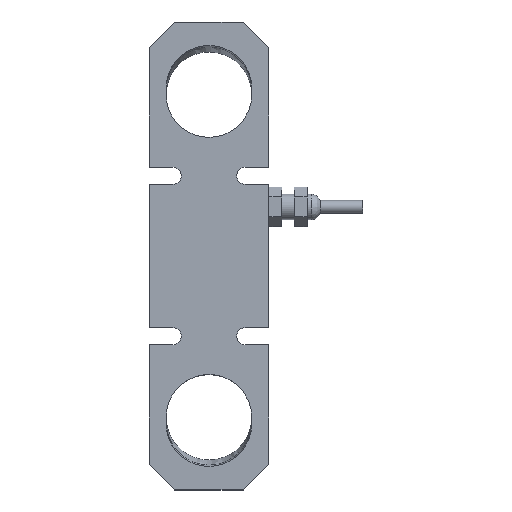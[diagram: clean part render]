
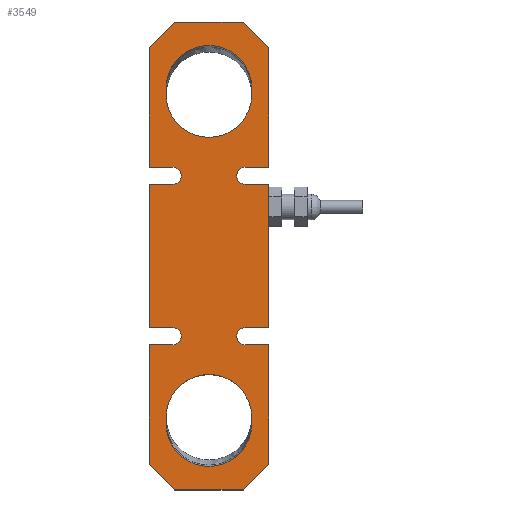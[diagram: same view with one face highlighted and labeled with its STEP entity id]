
A CAD part, top view. The second image highlights one B-rep face of the part: STEP entity #3549.
In plain terms, the highlighted planar face has unit normal (0, 0, 1).
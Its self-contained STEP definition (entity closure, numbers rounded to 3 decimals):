
#294=FACE_BOUND('',#1334,.T.);
#295=FACE_BOUND('',#1335,.T.);
#332=PLANE('',#3806);
#500=LINE('',#12451,#732);
#508=LINE('',#12471,#740);
#536=LINE('',#12539,#768);
#538=LINE('',#12543,#770);
#539=LINE('',#12547,#771);
#540=LINE('',#12549,#772);
#541=LINE('',#12551,#773);
#542=LINE('',#12553,#774);
#543=LINE('',#12555,#775);
#544=LINE('',#12559,#776);
#545=LINE('',#12561,#777);
#546=LINE('',#12563,#778);
#547=LINE('',#12567,#779);
#548=LINE('',#12569,#780);
#549=LINE('',#12571,#781);
#550=LINE('',#12573,#782);
#551=LINE('',#12575,#783);
#552=LINE('',#12577,#784);
#553=LINE('',#12579,#785);
#554=LINE('',#12583,#786);
#555=LINE('',#12585,#787);
#556=LINE('',#12587,#788);
#557=LINE('',#12591,#789);
#558=LINE('',#12592,#790);
#732=VECTOR('',#4381,10.);
#740=VECTOR('',#4401,10.);
#768=VECTOR('',#4453,10.);
#770=VECTOR('',#4457,10.);
#771=VECTOR('',#4460,10.);
#772=VECTOR('',#4461,10.);
#773=VECTOR('',#4462,10.);
#774=VECTOR('',#4463,10.);
#775=VECTOR('',#4464,10.);
#776=VECTOR('',#4467,10.);
#777=VECTOR('',#4468,10.);
#778=VECTOR('',#4469,10.);
#779=VECTOR('',#4472,10.);
#780=VECTOR('',#4473,10.);
#781=VECTOR('',#4474,10.);
#782=VECTOR('',#4475,10.);
#783=VECTOR('',#4476,10.);
#784=VECTOR('',#4477,10.);
#785=VECTOR('',#4478,10.);
#786=VECTOR('',#4481,10.);
#787=VECTOR('',#4482,10.);
#788=VECTOR('',#4483,10.);
#789=VECTOR('',#4486,10.);
#790=VECTOR('',#4487,10.);
#1118=FACE_OUTER_BOUND('',#1333,.T.);
#1333=EDGE_LOOP('',(#3192,#3193,#3194,#3195,#3196,#3197,#3198,#3199,#3200,
#3201,#3202,#3203,#3204,#3205,#3206,#3207,#3208,#3209,#3210,#3211,#3212,
#3213,#3214,#3215));
#1334=EDGE_LOOP('',(#3216,#3217,#3218,#3219));
#1335=EDGE_LOOP('',(#3220,#3221,#3222,#3223));
#1423=CIRCLE('',#3788,10.);
#1425=CIRCLE('',#3794,10.);
#1432=CIRCLE('',#3807,2.);
#1433=CIRCLE('',#3808,2.);
#1434=CIRCLE('',#3809,2.);
#1435=CIRCLE('',#3810,2.);
#1436=CIRCLE('',#3811,10.);
#1437=CIRCLE('',#3812,10.);
#1712=VERTEX_POINT('',#12448);
#1713=VERTEX_POINT('',#12450);
#1714=VERTEX_POINT('',#12454);
#1718=VERTEX_POINT('',#12468);
#1719=VERTEX_POINT('',#12470);
#1720=VERTEX_POINT('',#12474);
#1747=VERTEX_POINT('',#12537);
#1748=VERTEX_POINT('',#12541);
#1749=VERTEX_POINT('',#12545);
#1750=VERTEX_POINT('',#12546);
#1751=VERTEX_POINT('',#12548);
#1752=VERTEX_POINT('',#12550);
#1753=VERTEX_POINT('',#12552);
#1754=VERTEX_POINT('',#12554);
#1755=VERTEX_POINT('',#12556);
#1756=VERTEX_POINT('',#12558);
#1757=VERTEX_POINT('',#12560);
#1758=VERTEX_POINT('',#12562);
#1759=VERTEX_POINT('',#12564);
#1760=VERTEX_POINT('',#12566);
#1761=VERTEX_POINT('',#12568);
#1762=VERTEX_POINT('',#12570);
#1763=VERTEX_POINT('',#12572);
#1764=VERTEX_POINT('',#12574);
#1765=VERTEX_POINT('',#12576);
#1766=VERTEX_POINT('',#12578);
#1767=VERTEX_POINT('',#12580);
#1768=VERTEX_POINT('',#12582);
#1769=VERTEX_POINT('',#12584);
#1770=VERTEX_POINT('',#12586);
#1771=VERTEX_POINT('',#12588);
#1772=VERTEX_POINT('',#12590);
#2204=EDGE_CURVE('',#1713,#1712,#500,.T.);
#2207=EDGE_CURVE('',#1712,#1714,#1423,.T.);
#2214=EDGE_CURVE('',#1719,#1718,#508,.T.);
#2217=EDGE_CURVE('',#1718,#1720,#1425,.T.);
#2249=EDGE_CURVE('',#1720,#1747,#536,.T.);
#2251=EDGE_CURVE('',#1714,#1748,#538,.T.);
#2252=EDGE_CURVE('',#1749,#1750,#539,.T.);
#2253=EDGE_CURVE('',#1749,#1751,#540,.T.);
#2254=EDGE_CURVE('',#1752,#1751,#541,.T.);
#2255=EDGE_CURVE('',#1752,#1753,#542,.T.);
#2256=EDGE_CURVE('',#1753,#1754,#543,.T.);
#2257=EDGE_CURVE('',#1754,#1755,#1432,.T.);
#2258=EDGE_CURVE('',#1755,#1756,#544,.T.);
#2259=EDGE_CURVE('',#1756,#1757,#545,.T.);
#2260=EDGE_CURVE('',#1757,#1758,#546,.T.);
#2261=EDGE_CURVE('',#1758,#1759,#1433,.T.);
#2262=EDGE_CURVE('',#1759,#1760,#547,.T.);
#2263=EDGE_CURVE('',#1760,#1761,#548,.T.);
#2264=EDGE_CURVE('',#1762,#1761,#549,.T.);
#2265=EDGE_CURVE('',#1762,#1763,#550,.T.);
#2266=EDGE_CURVE('',#1764,#1763,#551,.T.);
#2267=EDGE_CURVE('',#1764,#1765,#552,.T.);
#2268=EDGE_CURVE('',#1765,#1766,#553,.T.);
#2269=EDGE_CURVE('',#1766,#1767,#1434,.T.);
#2270=EDGE_CURVE('',#1767,#1768,#554,.T.);
#2271=EDGE_CURVE('',#1768,#1769,#555,.T.);
#2272=EDGE_CURVE('',#1769,#1770,#556,.T.);
#2273=EDGE_CURVE('',#1770,#1771,#1435,.T.);
#2274=EDGE_CURVE('',#1771,#1772,#557,.T.);
#2275=EDGE_CURVE('',#1772,#1750,#558,.T.);
#2276=EDGE_CURVE('',#1747,#1719,#1436,.T.);
#2277=EDGE_CURVE('',#1748,#1713,#1437,.T.);
#3192=ORIENTED_EDGE('',*,*,#2252,.F.);
#3193=ORIENTED_EDGE('',*,*,#2253,.T.);
#3194=ORIENTED_EDGE('',*,*,#2254,.F.);
#3195=ORIENTED_EDGE('',*,*,#2255,.T.);
#3196=ORIENTED_EDGE('',*,*,#2256,.T.);
#3197=ORIENTED_EDGE('',*,*,#2257,.T.);
#3198=ORIENTED_EDGE('',*,*,#2258,.T.);
#3199=ORIENTED_EDGE('',*,*,#2259,.T.);
#3200=ORIENTED_EDGE('',*,*,#2260,.T.);
#3201=ORIENTED_EDGE('',*,*,#2261,.T.);
#3202=ORIENTED_EDGE('',*,*,#2262,.T.);
#3203=ORIENTED_EDGE('',*,*,#2263,.T.);
#3204=ORIENTED_EDGE('',*,*,#2264,.F.);
#3205=ORIENTED_EDGE('',*,*,#2265,.T.);
#3206=ORIENTED_EDGE('',*,*,#2266,.F.);
#3207=ORIENTED_EDGE('',*,*,#2267,.T.);
#3208=ORIENTED_EDGE('',*,*,#2268,.T.);
#3209=ORIENTED_EDGE('',*,*,#2269,.T.);
#3210=ORIENTED_EDGE('',*,*,#2270,.T.);
#3211=ORIENTED_EDGE('',*,*,#2271,.T.);
#3212=ORIENTED_EDGE('',*,*,#2272,.T.);
#3213=ORIENTED_EDGE('',*,*,#2273,.T.);
#3214=ORIENTED_EDGE('',*,*,#2274,.T.);
#3215=ORIENTED_EDGE('',*,*,#2275,.T.);
#3216=ORIENTED_EDGE('',*,*,#2214,.T.);
#3217=ORIENTED_EDGE('',*,*,#2217,.T.);
#3218=ORIENTED_EDGE('',*,*,#2249,.T.);
#3219=ORIENTED_EDGE('',*,*,#2276,.T.);
#3220=ORIENTED_EDGE('',*,*,#2251,.T.);
#3221=ORIENTED_EDGE('',*,*,#2277,.T.);
#3222=ORIENTED_EDGE('',*,*,#2204,.T.);
#3223=ORIENTED_EDGE('',*,*,#2207,.T.);
#3549=ADVANCED_FACE('',(#1118,#294,#295),#332,.T.);
#3788=AXIS2_PLACEMENT_3D('',#12456,#4386,#4387);
#3794=AXIS2_PLACEMENT_3D('',#12476,#4406,#4407);
#3806=AXIS2_PLACEMENT_3D('',#12544,#4458,#4459);
#3807=AXIS2_PLACEMENT_3D('',#12557,#4465,#4466);
#3808=AXIS2_PLACEMENT_3D('',#12565,#4470,#4471);
#3809=AXIS2_PLACEMENT_3D('',#12581,#4479,#4480);
#3810=AXIS2_PLACEMENT_3D('',#12589,#4484,#4485);
#3811=AXIS2_PLACEMENT_3D('',#12593,#4488,#4489);
#3812=AXIS2_PLACEMENT_3D('',#12594,#4490,#4491);
#4381=DIRECTION('',(0.,1.,0.));
#4386=DIRECTION('center_axis',(0.,0.,-1.));
#4387=DIRECTION('ref_axis',(1.,0.,0.));
#4401=DIRECTION('',(0.,-1.,0.));
#4406=DIRECTION('center_axis',(0.,0.,-1.));
#4407=DIRECTION('ref_axis',(1.,0.,0.));
#4453=DIRECTION('',(0.,1.,0.));
#4457=DIRECTION('',(0.,-1.,0.));
#4458=DIRECTION('center_axis',(0.,0.,1.));
#4459=DIRECTION('ref_axis',(1.,0.,0.));
#4460=DIRECTION('',(-0.707,0.707,0.));
#4461=DIRECTION('',(1.,0.,0.));
#4462=DIRECTION('',(-0.707,-0.707,0.));
#4463=DIRECTION('',(0.,1.,0.));
#4464=DIRECTION('',(-1.,0.,0.));
#4465=DIRECTION('center_axis',(0.,0.,-1.));
#4466=DIRECTION('ref_axis',(1.,0.,0.));
#4467=DIRECTION('',(1.,0.,0.));
#4468=DIRECTION('',(0.,1.,0.));
#4469=DIRECTION('',(-1.,0.,0.));
#4470=DIRECTION('center_axis',(0.,0.,-1.));
#4471=DIRECTION('ref_axis',(1.,0.,0.));
#4472=DIRECTION('',(1.,0.,0.));
#4473=DIRECTION('',(0.,1.,0.));
#4474=DIRECTION('',(0.707,-0.707,0.));
#4475=DIRECTION('',(-1.,0.,0.));
#4476=DIRECTION('',(0.707,0.707,0.));
#4477=DIRECTION('',(0.,-1.,0.));
#4478=DIRECTION('',(1.,0.,0.));
#4479=DIRECTION('center_axis',(0.,0.,-1.));
#4480=DIRECTION('ref_axis',(1.,0.,0.));
#4481=DIRECTION('',(-1.,0.,0.));
#4482=DIRECTION('',(0.,-1.,0.));
#4483=DIRECTION('',(1.,0.,0.));
#4484=DIRECTION('center_axis',(0.,0.,-1.));
#4485=DIRECTION('ref_axis',(1.,0.,0.));
#4486=DIRECTION('',(-1.,0.,0.));
#4487=DIRECTION('',(0.,-1.,0.));
#4488=DIRECTION('center_axis',(0.,0.,-1.));
#4489=DIRECTION('ref_axis',(1.,0.,0.));
#4490=DIRECTION('center_axis',(0.,0.,-1.));
#4491=DIRECTION('ref_axis',(1.,0.,0.));
#12448=CARTESIAN_POINT('',(-10.,39.25,7.5));
#12450=CARTESIAN_POINT('',(-10.,37.75,7.5));
#12451=CARTESIAN_POINT('',(-10.,18.875,7.5));
#12454=CARTESIAN_POINT('',(10.,39.25,7.5));
#12456=CARTESIAN_POINT('Origin',(0.,39.25,7.5));
#12468=CARTESIAN_POINT('',(10.,-39.25,7.5));
#12470=CARTESIAN_POINT('',(10.,-37.75,7.5));
#12471=CARTESIAN_POINT('',(10.,-18.875,7.5));
#12474=CARTESIAN_POINT('',(-10.,-39.25,7.5));
#12476=CARTESIAN_POINT('Origin',(0.,-39.25,7.5));
#12537=CARTESIAN_POINT('',(-10.,-37.75,7.5));
#12539=CARTESIAN_POINT('',(-10.,-19.625,7.5));
#12541=CARTESIAN_POINT('',(10.,37.75,7.5));
#12543=CARTESIAN_POINT('',(10.,19.625,7.5));
#12544=CARTESIAN_POINT('Origin',(0.,0.,7.5));
#12545=CARTESIAN_POINT('',(-8.,-54.75,7.5));
#12546=CARTESIAN_POINT('',(-14.,-48.75,7.5));
#12547=CARTESIAN_POINT('',(-21.188,-41.563,7.5));
#12548=CARTESIAN_POINT('',(8.,-54.75,7.5));
#12549=CARTESIAN_POINT('',(14.,-54.75,7.5));
#12550=CARTESIAN_POINT('',(14.,-48.75,7.5));
#12551=CARTESIAN_POINT('',(21.188,-41.563,7.5));
#12552=CARTESIAN_POINT('',(14.,-20.75,7.5));
#12553=CARTESIAN_POINT('',(14.,54.75,7.5));
#12554=CARTESIAN_POINT('',(8.5,-20.75,7.5));
#12555=CARTESIAN_POINT('',(8.5,-20.75,7.5));
#12556=CARTESIAN_POINT('',(8.5,-16.75,7.5));
#12557=CARTESIAN_POINT('Origin',(8.5,-18.75,7.5));
#12558=CARTESIAN_POINT('',(14.,-16.75,7.5));
#12559=CARTESIAN_POINT('',(8.5,-16.75,7.5));
#12560=CARTESIAN_POINT('',(14.,16.75,7.5));
#12561=CARTESIAN_POINT('',(14.,54.75,7.5));
#12562=CARTESIAN_POINT('',(8.5,16.75,7.5));
#12563=CARTESIAN_POINT('',(8.5,16.75,7.5));
#12564=CARTESIAN_POINT('',(8.5,20.75,7.5));
#12565=CARTESIAN_POINT('Origin',(8.5,18.75,7.5));
#12566=CARTESIAN_POINT('',(14.,20.75,7.5));
#12567=CARTESIAN_POINT('',(8.5,20.75,7.5));
#12568=CARTESIAN_POINT('',(14.,48.75,7.5));
#12569=CARTESIAN_POINT('',(14.,54.75,7.5));
#12570=CARTESIAN_POINT('',(8.,54.75,7.5));
#12571=CARTESIAN_POINT('',(21.188,41.563,7.5));
#12572=CARTESIAN_POINT('',(-8.,54.75,7.5));
#12573=CARTESIAN_POINT('',(-14.,54.75,7.5));
#12574=CARTESIAN_POINT('',(-14.,48.75,7.5));
#12575=CARTESIAN_POINT('',(-21.188,41.563,7.5));
#12576=CARTESIAN_POINT('',(-14.,20.75,7.5));
#12577=CARTESIAN_POINT('',(-14.,-54.75,7.5));
#12578=CARTESIAN_POINT('',(-8.5,20.75,7.5));
#12579=CARTESIAN_POINT('',(-8.5,20.75,7.5));
#12580=CARTESIAN_POINT('',(-8.5,16.75,7.5));
#12581=CARTESIAN_POINT('Origin',(-8.5,18.75,7.5));
#12582=CARTESIAN_POINT('',(-14.,16.75,7.5));
#12583=CARTESIAN_POINT('',(-8.5,16.75,7.5));
#12584=CARTESIAN_POINT('',(-14.,-16.75,7.5));
#12585=CARTESIAN_POINT('',(-14.,-54.75,7.5));
#12586=CARTESIAN_POINT('',(-8.5,-16.75,7.5));
#12587=CARTESIAN_POINT('',(-8.5,-16.75,7.5));
#12588=CARTESIAN_POINT('',(-8.5,-20.75,7.5));
#12589=CARTESIAN_POINT('Origin',(-8.5,-18.75,7.5));
#12590=CARTESIAN_POINT('',(-14.,-20.75,7.5));
#12591=CARTESIAN_POINT('',(-8.5,-20.75,7.5));
#12592=CARTESIAN_POINT('',(-14.,-54.75,7.5));
#12593=CARTESIAN_POINT('Origin',(0.,-37.75,7.5));
#12594=CARTESIAN_POINT('Origin',(0.,37.75,7.5));
